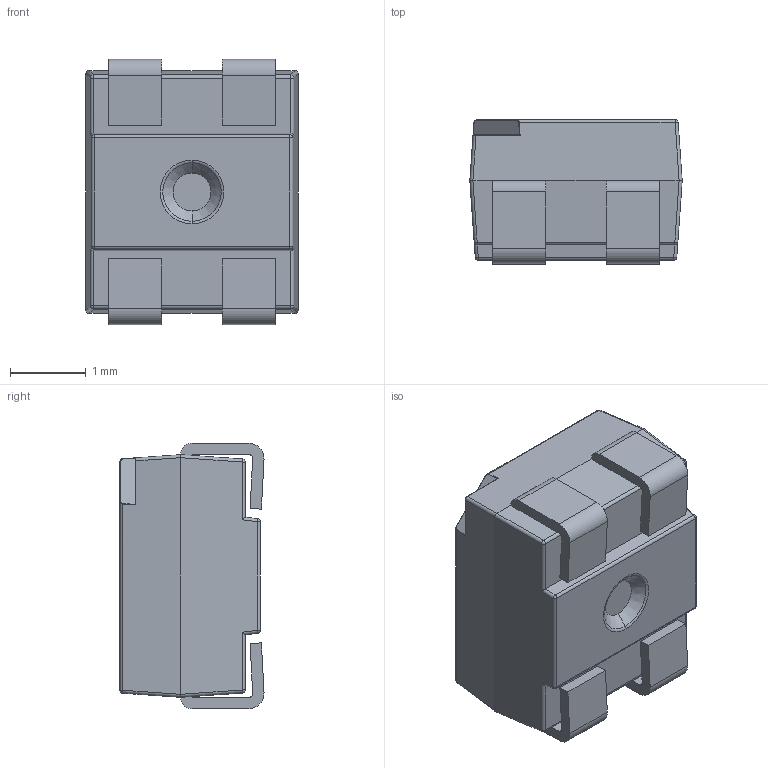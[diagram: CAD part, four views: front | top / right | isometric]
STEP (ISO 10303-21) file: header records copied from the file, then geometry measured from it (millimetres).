
FILE_DESCRIPTION (( 'STEP AP214' ), '1' );
FILE_NAME ('ASMB-MTB0-0B3A2.STEP', '2025-01-29T13:53:33', ( '' ), ( '' ), 'SwSTEP 2.0', 'SolidWorks 2016', '' );
FILE_SCHEMA (( 'AUTOMOTIVE_DESIGN' ));
Length unit declared in the file: millimetre
Products named in the file (1): ASMB-MTB0-0B3A2
Bounding box: 2.8 x 1.9 x 3.5 mm (x, y, z)
Volume: 15.6 mm3; surface area: 49 mm2
Topology: 1 solids, 1 shells, 118 faces, 296 edges, 171 vertices
Faces by surface type: plane 50, cylinder 49, sphere 11, bspline 4, torus 2, cone 2
Entity records: 4121 total; most frequent: CARTESIAN_POINT 691, DIRECTION 575, ORIENTED_EDGE 570, EDGE_CURVE 285, AXIS2_PLACEMENT_3D 199, LINE 177, VECTOR 177, VERTEX_POINT 171
